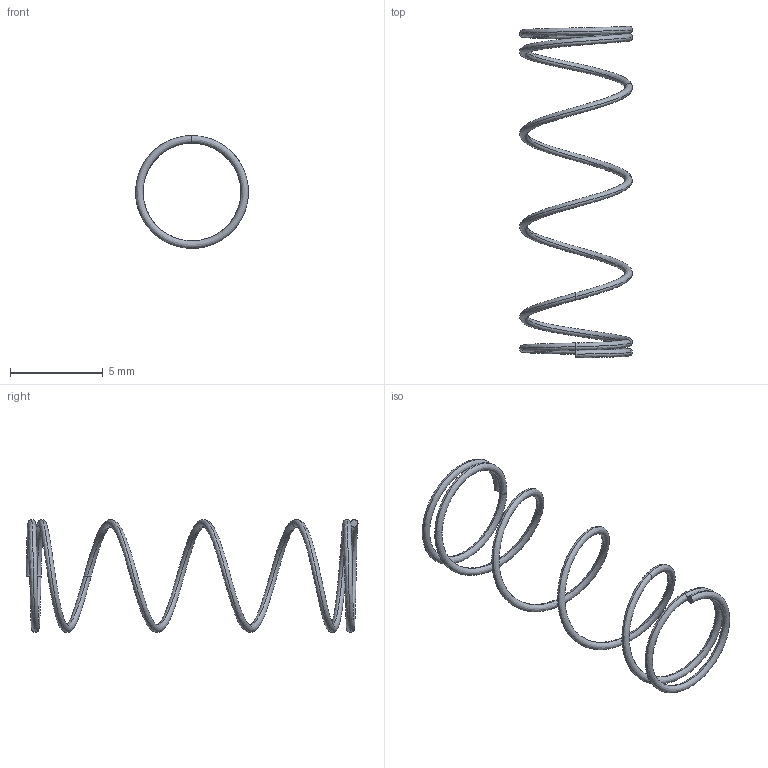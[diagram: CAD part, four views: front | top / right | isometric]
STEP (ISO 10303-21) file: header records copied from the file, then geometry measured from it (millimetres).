
FILE_DESCRIPTION((''),'2;1');
FILE_NAME('001_COMPRESSION_SPRING','2022-11-11T10:45:31',('SYSTEM'),(''),'CREO PARAMETRIC BY PTC INC, 2020354','CREO PARAMETRIC BY PTC INC, 2020354','');
FILE_SCHEMA(('AUTOMOTIVE_DESIGN { 1 0 10303 214 1 1 1 1 }'));
Length unit declared in the file: inch
Products named in the file (1): 001_COMPRESSION_SPRING
Bounding box: 6.1 x 17.93 x 6.1 mm (x, y, z)
Volume: 14.5 mm3; surface area: 144.1 mm2
Topology: 1 solids, 1 shells, 12 faces, 22 edges, 12 vertices
Faces by surface type: bspline 10, plane 2
Entity records: 2943 total; most frequent: CARTESIAN_POINT 2634, ORIENTED_EDGE 44, PRESENTATION_STYLE_ASSIGNMENT 23, STYLED_ITEM 23, CURVE_STYLE 22, B_SPLINE_CURVE_WITH_KNOTS 22, EDGE_CURVE 22, VERTEX_POINT 12
